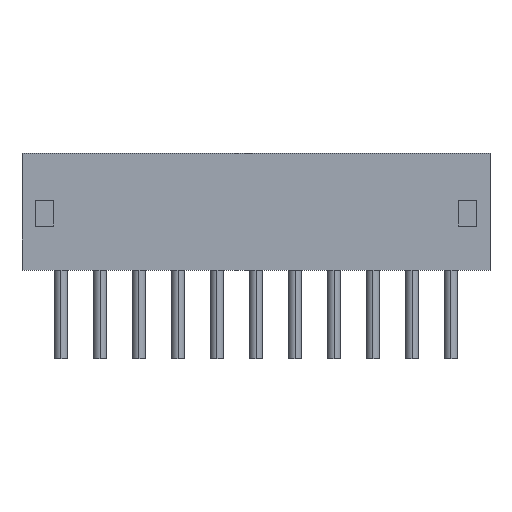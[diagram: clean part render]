
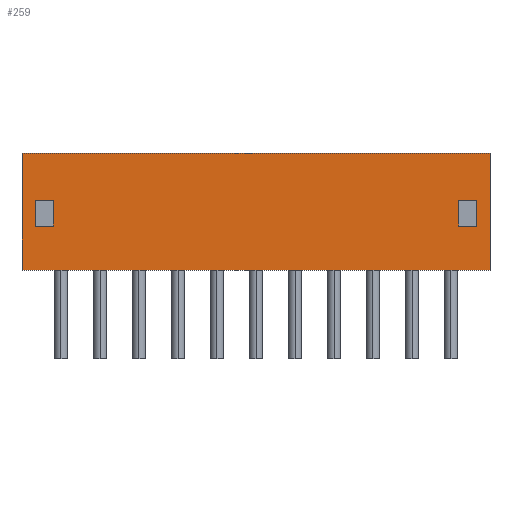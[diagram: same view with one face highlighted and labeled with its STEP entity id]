
A CAD part, top view. The second image highlights one B-rep face of the part: STEP entity #259.
In plain terms, the highlighted planar face has unit normal (0, 0, 1).
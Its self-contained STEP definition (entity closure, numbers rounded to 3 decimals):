
#259 = ADVANCED_FACE ( 'NONE', ( #1468, #1467, #1466 ), #1305, .F. ) ;
#264 = EDGE_LOOP ( 'NONE', ( #265, #275, #278, #835 ) ) ;
#265 = ORIENTED_EDGE ( 'NONE', *, *, #283, .F. ) ;
#266 = EDGE_CURVE ( 'NONE', #348, #282, #1293, .T. ) ;
#273 = VERTEX_POINT ( 'NONE', #1448 ) ;
#274 = VERTEX_POINT ( 'NONE', #1447 ) ;
#275 = ORIENTED_EDGE ( 'NONE', *, *, #276, .F. ) ;
#276 = EDGE_CURVE ( 'NONE', #277, #273, #1446, .T. ) ;
#277 = VERTEX_POINT ( 'NONE', #1442 ) ;
#278 = ORIENTED_EDGE ( 'NONE', *, *, #592, .F. ) ;
#281 = ORIENTED_EDGE ( 'NONE', *, *, #266, .T. ) ;
#282 = VERTEX_POINT ( 'NONE', #1437 ) ;
#283 = EDGE_CURVE ( 'NONE', #273, #274, #1436, .T. ) ;
#290 = EDGE_CURVE ( 'NONE', #348, #292, #1395, .T. ) ;
#292 = VERTEX_POINT ( 'NONE', #1391 ) ;
#293 = ORIENTED_EDGE ( 'NONE', *, *, #290, .F. ) ;
#294 = ORIENTED_EDGE ( 'NONE', *, *, #295, .F. ) ;
#295 = EDGE_CURVE ( 'NONE', #292, #806, #1390, .T. ) ;
#348 = VERTEX_POINT ( 'NONE', #1703 ) ;
#564 = VERTEX_POINT ( 'NONE', #2255 ) ;
#592 = EDGE_CURVE ( 'NONE', #564, #277, #2198, .T. ) ;
#803 = EDGE_LOOP ( 'NONE', ( #804, #294, #293, #281 ) ) ;
#804 = ORIENTED_EDGE ( 'NONE', *, *, #805, .T. ) ;
#805 = EDGE_CURVE ( 'NONE', #282, #806, #2949, .T. ) ;
#806 = VERTEX_POINT ( 'NONE', #2945 ) ;
#811 = ORIENTED_EDGE ( 'NONE', *, *, #812, .F. ) ;
#812 = EDGE_CURVE ( 'NONE', #836, #832, #2939, .T. ) ;
#813 = EDGE_CURVE ( 'NONE', #274, #564, #2784, .T. ) ;
#814 = EDGE_LOOP ( 'NONE', ( #833, #830, #811, #837 ) ) ;
#828 = EDGE_CURVE ( 'NONE', #834, #829, #2765, .T. ) ;
#829 = VERTEX_POINT ( 'NONE', #2761 ) ;
#830 = ORIENTED_EDGE ( 'NONE', *, *, #831, .F. ) ;
#831 = EDGE_CURVE ( 'NONE', #832, #834, #2760, .T. ) ;
#832 = VERTEX_POINT ( 'NONE', #2756 ) ;
#833 = ORIENTED_EDGE ( 'NONE', *, *, #828, .F. ) ;
#834 = VERTEX_POINT ( 'NONE', #2877 ) ;
#835 = ORIENTED_EDGE ( 'NONE', *, *, #813, .F. ) ;
#836 = VERTEX_POINT ( 'NONE', #2876 ) ;
#837 = ORIENTED_EDGE ( 'NONE', *, *, #838, .F. ) ;
#838 = EDGE_CURVE ( 'NONE', #829, #836, #2875, .T. ) ;
#1290 = DIRECTION ( 'NONE',  ( -1., 0., 0. ) ) ;
#1291 = VECTOR ( 'NONE', #1290, 1000. ) ;
#1292 = CARTESIAN_POINT ( 'NONE',  ( 9., 4.5, 0. ) ) ;
#1293 = LINE ( 'NONE', #1292, #1291 ) ;
#1301 = DIRECTION ( 'NONE',  ( -1., 0., 0. ) ) ;
#1302 = DIRECTION ( 'NONE',  ( 0., 0., -1. ) ) ;
#1303 = CARTESIAN_POINT ( 'NONE',  ( 9., 0., 0. ) ) ;
#1304 = AXIS2_PLACEMENT_3D ( 'NONE', #1303, #1302, #1301 ) ;
#1305 = PLANE ( 'NONE',  #1304 ) ;
#1387 = DIRECTION ( 'NONE',  ( -1., 0., 0. ) ) ;
#1388 = VECTOR ( 'NONE', #1387, 1000. ) ;
#1389 = CARTESIAN_POINT ( 'NONE',  ( 9., 0., 0. ) ) ;
#1390 = LINE ( 'NONE', #1389, #1388 ) ;
#1391 = CARTESIAN_POINT ( 'NONE',  ( 9., 0., 0. ) ) ;
#1392 = DIRECTION ( 'NONE',  ( 0., -1., 0. ) ) ;
#1393 = VECTOR ( 'NONE', #1392, 1000. ) ;
#1394 = CARTESIAN_POINT ( 'NONE',  ( 9., 0., 0. ) ) ;
#1395 = LINE ( 'NONE', #1394, #1393 ) ;
#1433 = DIRECTION ( 'NONE',  ( 0., -1., 0. ) ) ;
#1434 = VECTOR ( 'NONE', #1433, 1000. ) ;
#1435 = CARTESIAN_POINT ( 'NONE',  ( 7.8, 2.7, 0. ) ) ;
#1436 = LINE ( 'NONE', #1435, #1434 ) ;
#1437 = CARTESIAN_POINT ( 'NONE',  ( -9., 4.5, 0. ) ) ;
#1442 = CARTESIAN_POINT ( 'NONE',  ( 8.5, 2.7, 0. ) ) ;
#1443 = DIRECTION ( 'NONE',  ( -1., 0., 0. ) ) ;
#1444 = VECTOR ( 'NONE', #1443, 1000. ) ;
#1445 = CARTESIAN_POINT ( 'NONE',  ( 8.5, 2.7, 0. ) ) ;
#1446 = LINE ( 'NONE', #1445, #1444 ) ;
#1447 = CARTESIAN_POINT ( 'NONE',  ( 7.8, 1.7, 0. ) ) ;
#1448 = CARTESIAN_POINT ( 'NONE',  ( 7.8, 2.7, 0. ) ) ;
#1466 = FACE_OUTER_BOUND ( 'NONE', #803, .T. ) ;
#1467 = FACE_BOUND ( 'NONE', #814, .T. ) ;
#1468 = FACE_BOUND ( 'NONE', #264, .T. ) ;
#1703 = CARTESIAN_POINT ( 'NONE',  ( 9., 4.5, 0. ) ) ;
#2195 = DIRECTION ( 'NONE',  ( 0., 1., 0. ) ) ;
#2196 = VECTOR ( 'NONE', #2195, 1000. ) ;
#2197 = CARTESIAN_POINT ( 'NONE',  ( 8.5, 2.7, 0. ) ) ;
#2198 = LINE ( 'NONE', #2197, #2196 ) ;
#2255 = CARTESIAN_POINT ( 'NONE',  ( 8.5, 1.7, 0. ) ) ;
#2756 = CARTESIAN_POINT ( 'NONE',  ( -8.5, 1.7, 0. ) ) ;
#2757 = DIRECTION ( 'NONE',  ( 1., 0., 0. ) ) ;
#2758 = VECTOR ( 'NONE', #2757, 1000. ) ;
#2759 = CARTESIAN_POINT ( 'NONE',  ( -8.5, 1.7, 0. ) ) ;
#2760 = LINE ( 'NONE', #2759, #2758 ) ;
#2761 = CARTESIAN_POINT ( 'NONE',  ( -7.8, 2.7, 0. ) ) ;
#2762 = DIRECTION ( 'NONE',  ( 0., 1., 0. ) ) ;
#2763 = VECTOR ( 'NONE', #2762, 1000. ) ;
#2764 = CARTESIAN_POINT ( 'NONE',  ( -7.8, 2.7, 0. ) ) ;
#2765 = LINE ( 'NONE', #2764, #2763 ) ;
#2781 = DIRECTION ( 'NONE',  ( 1., 0., 0. ) ) ;
#2782 = VECTOR ( 'NONE', #2781, 1000. ) ;
#2783 = CARTESIAN_POINT ( 'NONE',  ( 8.5, 1.7, 0. ) ) ;
#2784 = LINE ( 'NONE', #2783, #2782 ) ;
#2785 = DIRECTION ( 'NONE',  ( 0., -1., 0. ) ) ;
#2786 = VECTOR ( 'NONE', #2785, 1000. ) ;
#2787 = CARTESIAN_POINT ( 'NONE',  ( -8.5, 2.7, 0. ) ) ;
#2872 = DIRECTION ( 'NONE',  ( -1., 0., 0. ) ) ;
#2873 = VECTOR ( 'NONE', #2872, 1000. ) ;
#2874 = CARTESIAN_POINT ( 'NONE',  ( -8.5, 2.7, 0. ) ) ;
#2875 = LINE ( 'NONE', #2874, #2873 ) ;
#2876 = CARTESIAN_POINT ( 'NONE',  ( -8.5, 2.7, 0. ) ) ;
#2877 = CARTESIAN_POINT ( 'NONE',  ( -7.8, 1.7, 0. ) ) ;
#2939 = LINE ( 'NONE', #2787, #2786 ) ;
#2945 = CARTESIAN_POINT ( 'NONE',  ( -9., 0., 0. ) ) ;
#2946 = DIRECTION ( 'NONE',  ( 0., -1., 0. ) ) ;
#2947 = VECTOR ( 'NONE', #2946, 1000. ) ;
#2948 = CARTESIAN_POINT ( 'NONE',  ( -9., 0., 0. ) ) ;
#2949 = LINE ( 'NONE', #2948, #2947 ) ;
